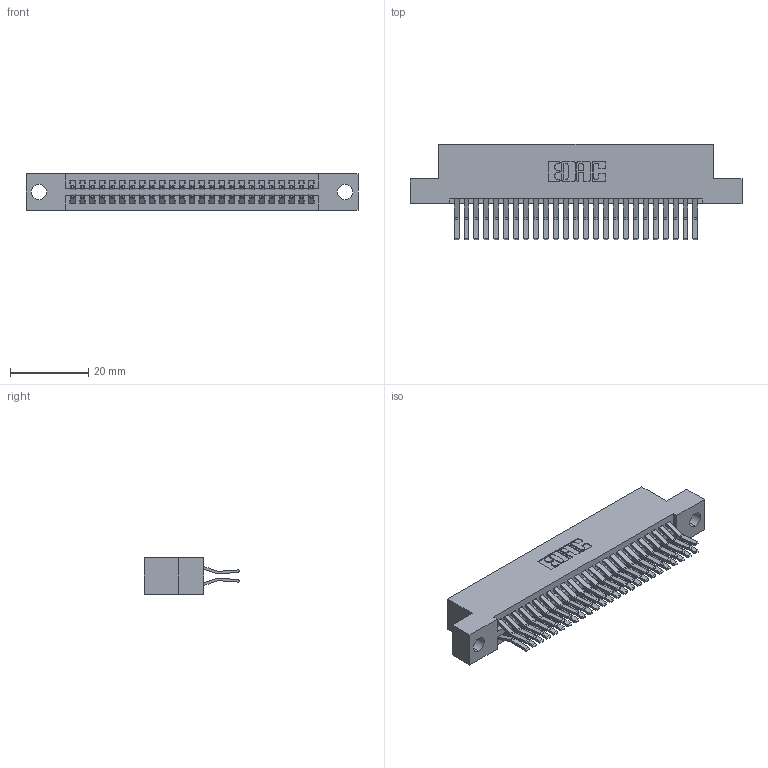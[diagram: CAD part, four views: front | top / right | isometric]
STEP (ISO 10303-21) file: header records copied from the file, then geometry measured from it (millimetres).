
FILE_DESCRIPTION (( 'STEP AP203' ), '1' );
FILE_NAME ('395-050-560-204.STEP', '2018-11-20T12:10:11', ( '' ), ( '' ), 'SwSTEP 2.0', 'SolidWorks 2016', '' );
FILE_SCHEMA (( 'CONFIG_CONTROL_DESIGN' ));
Length unit declared in the file: inch
Products named in the file (3): 345 Part_Flush Mounting Lugs - 0.156 Dia-TH; 345-292-001_560 Tail; 395-050-560-204
Assembly tree (51 placements, depth 2):
  395-050-560-204
    345 Part_Flush Mounting Lugs - 0.156 Dia-TH
    345-292-001_560 Tail  x50
Bounding box: 84.71 x 24.45 x 9.4 mm (x, y, z)
Volume: 8310.8 mm3; surface area: 12613.6 mm2
Topology: 51 solids, 51 shells, 2726 faces, 8091 edges, 5326 vertices
Faces by surface type: plane 1730, cylinder 996
Entity records: 21995 total; most frequent: CARTESIAN_POINT 3704, ORIENTED_EDGE 3638, DIRECTION 3291, EDGE_CURVE 1819, VECTOR 1583, LINE 1583, VERTEX_POINT 1210, AXIS2_PLACEMENT_3D 854
